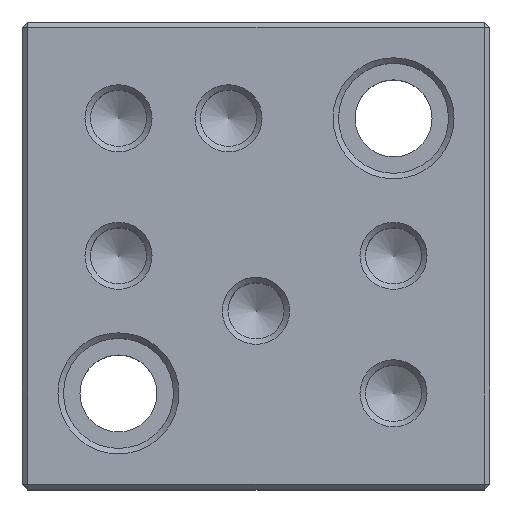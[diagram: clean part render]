
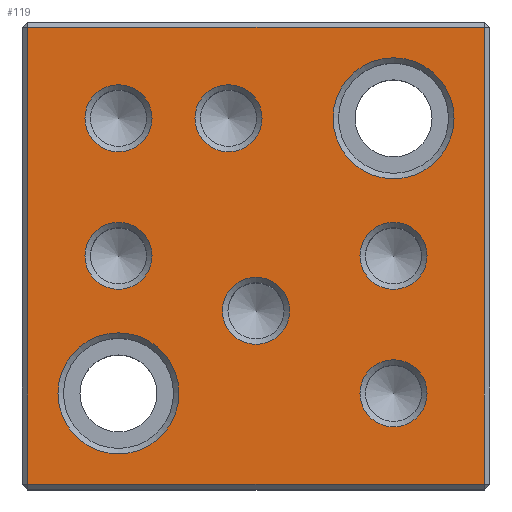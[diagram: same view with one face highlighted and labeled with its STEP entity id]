
A CAD part, top view. The second image highlights one B-rep face of the part: STEP entity #119.
In plain terms, the highlighted planar face has unit normal (0, 0, 1).
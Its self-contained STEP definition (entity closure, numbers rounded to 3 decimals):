
#119 = ADVANCED_FACE( '', ( #240, #241, #242, #243, #244, #245, #246, #247, #248 ), #249, .F. );
#240 = FACE_BOUND( '', #386, .T. );
#241 = FACE_BOUND( '', #387, .T. );
#242 = FACE_BOUND( '', #388, .T. );
#243 = FACE_BOUND( '', #389, .T. );
#244 = FACE_BOUND( '', #390, .T. );
#245 = FACE_BOUND( '', #391, .T. );
#246 = FACE_BOUND( '', #392, .T. );
#247 = FACE_BOUND( '', #393, .T. );
#248 = FACE_OUTER_BOUND( '', #394, .T. );
#249 = PLANE( '', #395 );
#386 = EDGE_LOOP( '', ( #684 ) );
#387 = EDGE_LOOP( '', ( #685 ) );
#388 = EDGE_LOOP( '', ( #686 ) );
#389 = EDGE_LOOP( '', ( #687 ) );
#390 = EDGE_LOOP( '', ( #688 ) );
#391 = EDGE_LOOP( '', ( #689 ) );
#392 = EDGE_LOOP( '', ( #690 ) );
#393 = EDGE_LOOP( '', ( #691 ) );
#394 = EDGE_LOOP( '', ( #692, #693, #694, #695 ) );
#395 = AXIS2_PLACEMENT_3D( '', #696, #697, #698 );
#684 = ORIENTED_EDGE( '', *, *, #806, .T. );
#685 = ORIENTED_EDGE( '', *, *, #808, .T. );
#686 = ORIENTED_EDGE( '', *, *, #809, .T. );
#687 = ORIENTED_EDGE( '', *, *, #811, .T. );
#688 = ORIENTED_EDGE( '', *, *, #813, .T. );
#689 = ORIENTED_EDGE( '', *, *, #815, .T. );
#690 = ORIENTED_EDGE( '', *, *, #817, .T. );
#691 = ORIENTED_EDGE( '', *, *, #751, .T. );
#692 = ORIENTED_EDGE( '', *, *, #798, .T. );
#693 = ORIENTED_EDGE( '', *, *, #795, .T. );
#694 = ORIENTED_EDGE( '', *, *, #802, .T. );
#695 = ORIENTED_EDGE( '', *, *, #756, .T. );
#696 = CARTESIAN_POINT( '', ( -42.5, -42.5, 40. ) );
#697 = DIRECTION( '', ( 0., 0., -1. ) );
#698 = DIRECTION( '', ( -1., 0., 0. ) );
#751 = EDGE_CURVE( '', #840, #840, #841, .T. );
#756 = EDGE_CURVE( '', #844, #846, #848, .T. );
#795 = EDGE_CURVE( '', #897, #904, #907, .T. );
#798 = EDGE_CURVE( '', #846, #897, #911, .T. );
#802 = EDGE_CURVE( '', #904, #844, #915, .T. );
#806 = EDGE_CURVE( '', #922, #922, #923, .T. );
#808 = EDGE_CURVE( '', #926, #926, #927, .T. );
#809 = EDGE_CURVE( '', #928, #928, #929, .T. );
#811 = EDGE_CURVE( '', #932, #932, #933, .T. );
#813 = EDGE_CURVE( '', #936, #936, #937, .T. );
#815 = EDGE_CURVE( '', #940, #940, #941, .T. );
#817 = EDGE_CURVE( '', #944, #944, #945, .T. );
#840 = VERTEX_POINT( '', #976 );
#841 = CIRCLE( '', #977, 6.1 );
#844 = VERTEX_POINT( '', #980 );
#846 = VERTEX_POINT( '', #983 );
#848 = LINE( '', #986, #987 );
#897 = VERTEX_POINT( '', #1061 );
#904 = VERTEX_POINT( '', #1074 );
#907 = LINE( '', #1079, #1080 );
#911 = LINE( '', #1086, #1087 );
#915 = LINE( '', #1094, #1095 );
#922 = VERTEX_POINT( '', #1102 );
#923 = CIRCLE( '', #1103, 11. );
#926 = VERTEX_POINT( '', #1106 );
#927 = CIRCLE( '', #1107, 6.1 );
#928 = VERTEX_POINT( '', #1108 );
#929 = CIRCLE( '', #1109, 6.1 );
#932 = VERTEX_POINT( '', #1112 );
#933 = CIRCLE( '', #1113, 6.1 );
#936 = VERTEX_POINT( '', #1116 );
#937 = CIRCLE( '', #1117, 6.1 );
#940 = VERTEX_POINT( '', #1120 );
#941 = CIRCLE( '', #1121, 11. );
#944 = VERTEX_POINT( '', #1124 );
#945 = CIRCLE( '', #1125, 6.1 );
#976 = CARTESIAN_POINT( '', ( 18.9, -25., 40. ) );
#977 = AXIS2_PLACEMENT_3D( '', #1149, #1150, #1151 );
#980 = CARTESIAN_POINT( '', ( -41.5, -41.5, 40. ) );
#983 = CARTESIAN_POINT( '', ( 41.5, -41.5, 40. ) );
#986 = CARTESIAN_POINT( '', ( 42.5, -41.5, 40. ) );
#987 = VECTOR( '', #1157, 1000. );
#1061 = CARTESIAN_POINT( '', ( 41.5, 41.5, 40. ) );
#1074 = CARTESIAN_POINT( '', ( -41.5, 41.5, 40. ) );
#1079 = CARTESIAN_POINT( '', ( -42.5, 41.5, 40. ) );
#1080 = VECTOR( '', #1203, 1000. );
#1086 = CARTESIAN_POINT( '', ( 41.5, 42.5, 40. ) );
#1087 = VECTOR( '', #1206, 1000. );
#1094 = CARTESIAN_POINT( '', ( -41.5, -42.5, 40. ) );
#1095 = VECTOR( '', #1210, 1000. );
#1102 = CARTESIAN_POINT( '', ( -36., -25., 40. ) );
#1103 = AXIS2_PLACEMENT_3D( '', #1220, #1221, #1222 );
#1106 = CARTESIAN_POINT( '', ( -31.1, 25., 40. ) );
#1107 = AXIS2_PLACEMENT_3D( '', #1226, #1227, #1228 );
#1108 = CARTESIAN_POINT( '', ( -31.1, 0., 40. ) );
#1109 = AXIS2_PLACEMENT_3D( '', #1229, #1230, #1231 );
#1112 = CARTESIAN_POINT( '', ( -6.1, -10., 40. ) );
#1113 = AXIS2_PLACEMENT_3D( '', #1235, #1236, #1237 );
#1116 = CARTESIAN_POINT( '', ( -11.1, 25., 40. ) );
#1117 = AXIS2_PLACEMENT_3D( '', #1241, #1242, #1243 );
#1120 = CARTESIAN_POINT( '', ( 14., 25., 40. ) );
#1121 = AXIS2_PLACEMENT_3D( '', #1247, #1248, #1249 );
#1124 = CARTESIAN_POINT( '', ( 18.9, 0., 40. ) );
#1125 = AXIS2_PLACEMENT_3D( '', #1253, #1254, #1255 );
#1149 = CARTESIAN_POINT( '', ( 25., -25., 40. ) );
#1150 = DIRECTION( '', ( 0., 0., -1. ) );
#1151 = DIRECTION( '', ( -1., 0., 0. ) );
#1157 = DIRECTION( '', ( 1., 0., 0. ) );
#1203 = DIRECTION( '', ( -1., 0., 0. ) );
#1206 = DIRECTION( '', ( 0., 1., 0. ) );
#1210 = DIRECTION( '', ( 0., -1., 0. ) );
#1220 = CARTESIAN_POINT( '', ( -25., -25., 40. ) );
#1221 = DIRECTION( '', ( 0., 0., -1. ) );
#1222 = DIRECTION( '', ( -1., 0., 0. ) );
#1226 = CARTESIAN_POINT( '', ( -25., 25., 40. ) );
#1227 = DIRECTION( '', ( 0., 0., -1. ) );
#1228 = DIRECTION( '', ( -1., 0., 0. ) );
#1229 = CARTESIAN_POINT( '', ( -25., 0., 40. ) );
#1230 = DIRECTION( '', ( 0., 0., -1. ) );
#1231 = DIRECTION( '', ( -1., 0., 0. ) );
#1235 = CARTESIAN_POINT( '', ( 0., -10., 40. ) );
#1236 = DIRECTION( '', ( 0., 0., -1. ) );
#1237 = DIRECTION( '', ( -1., 0., 0. ) );
#1241 = CARTESIAN_POINT( '', ( -5., 25., 40. ) );
#1242 = DIRECTION( '', ( 0., 0., -1. ) );
#1243 = DIRECTION( '', ( -1., 0., 0. ) );
#1247 = CARTESIAN_POINT( '', ( 25., 25., 40. ) );
#1248 = DIRECTION( '', ( 0., 0., -1. ) );
#1249 = DIRECTION( '', ( -1., 0., 0. ) );
#1253 = CARTESIAN_POINT( '', ( 25., 0., 40. ) );
#1254 = DIRECTION( '', ( 0., 0., -1. ) );
#1255 = DIRECTION( '', ( -1., 0., 0. ) );
